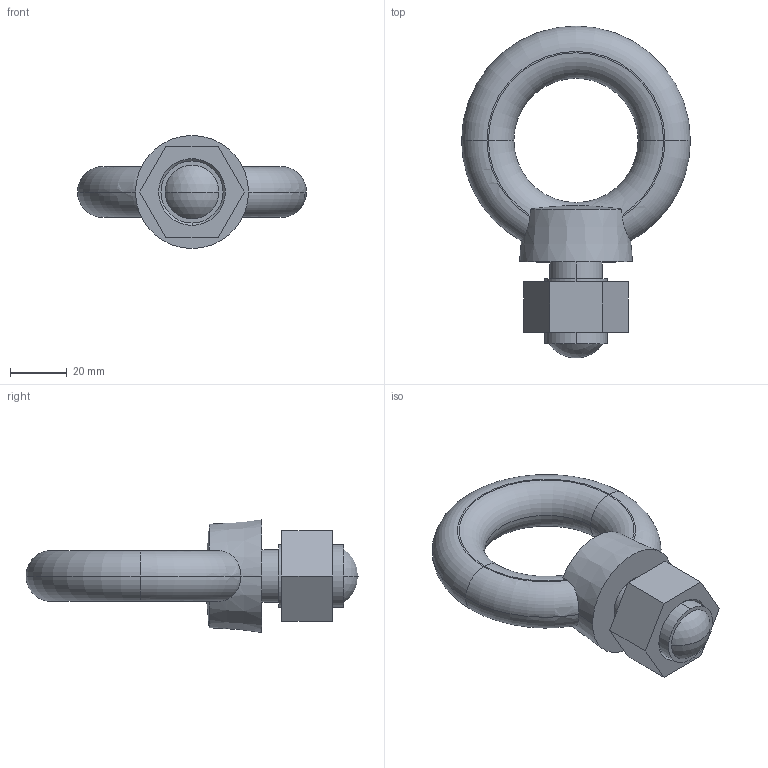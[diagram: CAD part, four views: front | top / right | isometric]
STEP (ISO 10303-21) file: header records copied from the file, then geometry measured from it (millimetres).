
FILE_DESCRIPTION (( 'STEP AP203' ), '1' );
FILE_NAME ('B-130-22.STEP', '2009-05-29T06:30:39', ( ' ' ), ( ' ' ), 'SwSTEP 2.0', 'SolidWorks 2007', '' );
FILE_SCHEMA (( 'CONFIG_CONTROL_DESIGN' ));
Length unit declared in the file: millimetre
Products named in the file (3): B-110-22榋妏僫僢僩M22__棉太倌; B-130-22__蹬怮椔; B-130-22
Assembly tree (2 placements, depth 2):
  B-130-22
    B-130-22__蹬怮椔
    B-110-22榋妏僫僢僩M22__棉太倌
Bounding box: 81 x 117.5 x 40 mm (x, y, z)
Volume: 85755.8 mm3; surface area: 19982.6 mm2
Topology: 2 solids, 2 shells, 37 faces, 89 edges, 57 vertices
Faces by surface type: plane 13, torus 10, cylinder 6, sphere 4, cone 4
Entity records: 1561 total; most frequent: CARTESIAN_POINT 370, DIRECTION 206, ORIENTED_EDGE 178, AXIS2_PLACEMENT_3D 89, EDGE_CURVE 89, VERTEX_POINT 57, CIRCLE 47, EDGE_LOOP 42
